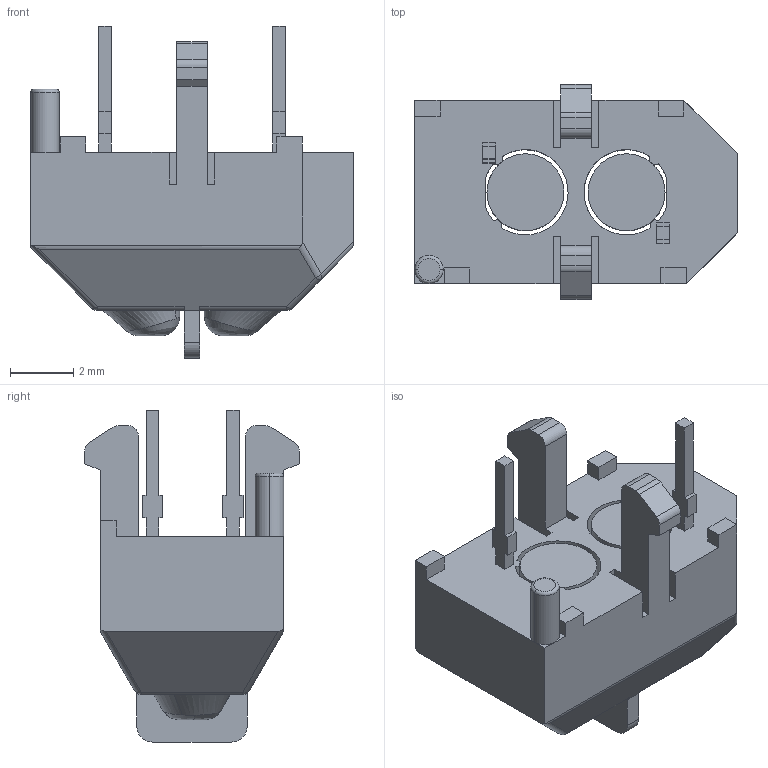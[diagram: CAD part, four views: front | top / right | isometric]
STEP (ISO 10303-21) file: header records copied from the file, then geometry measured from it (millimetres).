
FILE_DESCRIPTION (( 'STEP AP203' ), '1' );
FILE_NAME ('TCRT5000.STEP', '2021-03-23T10:29:51', ( 'Admin' ), ( '' ), 'SwSTEP 2.0', 'SolidWorks 2018', '' );
FILE_SCHEMA (( 'CONFIG_CONTROL_DESIGN' ));
Length unit declared in the file: millimetre
Products named in the file (1): TCRT5000
Bounding box: 10.2 x 6.8 x 10.5 mm (x, y, z)
Volume: 253.6 mm3; surface area: 490.2 mm2
Topology: 5 solids, 5 shells, 257 faces, 687 edges, 450 vertices
Faces by surface type: plane 154, bspline 57, cylinder 38, sphere 6, torus 2
Entity records: 11886 total; most frequent: CARTESIAN_POINT 5770, ORIENTED_EDGE 1374, DIRECTION 1035, EDGE_CURVE 687, LINE 477, VECTOR 477, VERTEX_POINT 450, AXIS2_PLACEMENT_3D 279
